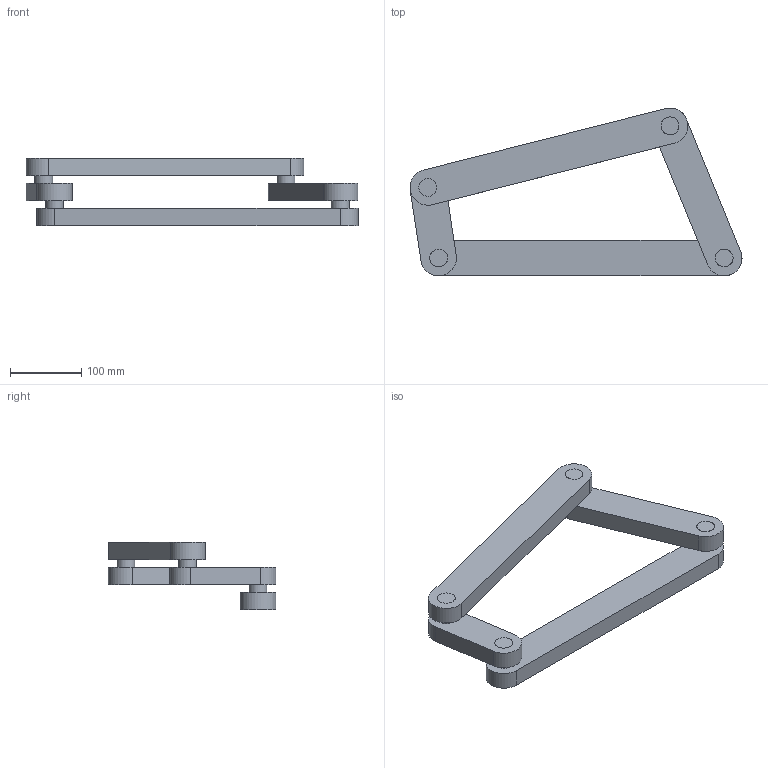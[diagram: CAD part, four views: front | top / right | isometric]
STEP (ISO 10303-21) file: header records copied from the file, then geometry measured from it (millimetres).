
FILE_DESCRIPTION( ( '' ), ' ' );
FILE_NAME( '559196a9e4b07d426e624a77.step', '2015-06-29T19:04:10', ( '' ), ( '' ), ' ', ' ', ' ' );
FILE_SCHEMA( ( 'AUTOMOTIVE_DESIGN { 1 0 10303 214 1 1 1 1 }' ) );
Length unit declared in the file: metre
Products named in the file (6): Assem1; 10 cm bar; 20 cm bar; 35 cm bar; 40; bar
Assembly tree (8 placements, depth 2):
  Assem1
    10 cm bar
    20 cm bar
    35 cm bar
    40
    bar  x4
Bounding box: 465.1 x 235.02 x 95 mm (x, y, z)
Volume: 1528484.5 mm3; surface area: 219546.5 mm2
Topology: 8 solids, 8 shells, 44 faces, 84 edges, 56 vertices
Faces by surface type: plane 24, cylinder 20
Full cylindrical faces by diameter (mm): 25 x12
Entity records: 1075 total; most frequent: DIRECTION 188, CARTESIAN_POINT 160, ORIENTED_EDGE 132, AXIS2_PLACEMENT_3D 78, EDGE_CURVE 66, EDGE_LOOP 60, VERTEX_POINT 50, FACE_OUTER_BOUND 44
